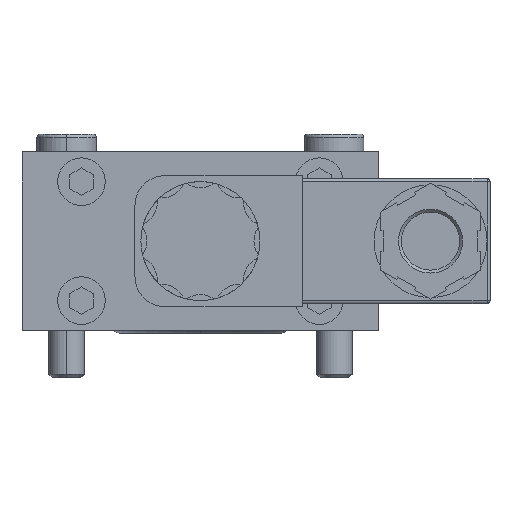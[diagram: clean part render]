
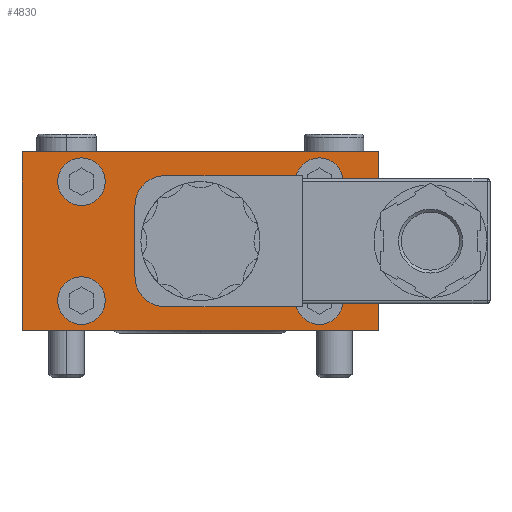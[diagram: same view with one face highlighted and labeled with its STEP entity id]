
A CAD part, left-side view. The second image highlights one B-rep face of the part: STEP entity #4830.
In plain terms, the highlighted planar face has unit normal (-1, 0, 0).
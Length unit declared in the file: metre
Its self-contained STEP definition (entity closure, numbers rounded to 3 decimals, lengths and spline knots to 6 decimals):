
#438 = DIRECTION ( 'NONE',  ( 1., 0., 0. ) ) ;
#940 = ORIENTED_EDGE ( 'NONE', *, *, #28492, .T. ) ;
#1028 = VERTEX_POINT ( 'NONE', #28814 ) ;
#1155 = CIRCLE ( 'NONE', #10751, 0.004 ) ;
#1256 = CIRCLE ( 'NONE', #10830, 0.004 ) ;
#1524 = VERTEX_POINT ( 'NONE', #16244 ) ;
#1662 = CARTESIAN_POINT ( 'NONE',  ( -0.13, 0.02, -0.01 ) ) ;
#1701 = CIRCLE ( 'NONE', #14066, 0.004 ) ;
#1808 = CARTESIAN_POINT ( 'NONE',  ( -0.13, 0.018, -0.015 ) ) ;
#1878 = CARTESIAN_POINT ( 'NONE',  ( -0.13, 0., 0. ) ) ;
#2268 = CARTESIAN_POINT ( 'NONE',  ( -0.13, -0.018, 0.011 ) ) ;
#2493 = AXIS2_PLACEMENT_3D ( 'NONE', #5185, #23049, #18723 ) ;
#2540 = AXIS2_PLACEMENT_3D ( 'NONE', #26522, #29031, #11034 ) ;
#2880 = VERTEX_POINT ( 'NONE', #18950 ) ;
#3019 = CIRCLE ( 'NONE', #26384, 0.004 ) ;
#3036 = CIRCLE ( 'NONE', #2540, 0.004 ) ;
#3109 = VECTOR ( 'NONE', #18770, 1. ) ;
#3220 = EDGE_CURVE ( 'NONE', #15204, #8569, #16888, .T. ) ;
#3679 = DIRECTION ( 'NONE',  ( -1., 0., 0. ) ) ;
#4506 = FACE_OUTER_BOUND ( 'NONE', #14700, .T. ) ;
#4718 = EDGE_LOOP ( 'NONE', ( #9094, #940 ) ) ;
#4830 = ADVANCED_FACE ( 'NONE', ( #9609, #27580, #22827, #4506, #13576, #20414 ), #4953, .T. ) ;
#4953 = PLANE ( 'NONE',  #10114 ) ;
#5137 = CARTESIAN_POINT ( 'NONE',  ( -0.13, -0.03, -0.015 ) ) ;
#5185 = CARTESIAN_POINT ( 'NONE',  ( -0.13, -0.02, 0.01 ) ) ;
#5382 = CIRCLE ( 'NONE', #2493, 0.004 ) ;
#5789 = ORIENTED_EDGE ( 'NONE', *, *, #18828, .T. ) ;
#6143 = EDGE_CURVE ( 'NONE', #2880, #20302, #3036, .T. ) ;
#6431 = DIRECTION ( 'NONE',  ( 1., 0., 0. ) ) ;
#6442 = DIRECTION ( 'NONE',  ( 1., 0., 0. ) ) ;
#6822 = EDGE_CURVE ( 'NONE', #8569, #1028, #9745, .T. ) ;
#7827 = VERTEX_POINT ( 'NONE', #28942 ) ;
#7833 = AXIS2_PLACEMENT_3D ( 'NONE', #17727, #28471, #8566 ) ;
#8156 = CARTESIAN_POINT ( 'NONE',  ( -0.13, -0.008, 0. ) ) ;
#8271 = DIRECTION ( 'NONE',  ( 0., -1., 0. ) ) ;
#8566 = DIRECTION ( 'NONE',  ( 0., 1., 0. ) ) ;
#8569 = VERTEX_POINT ( 'NONE', #24025 ) ;
#9050 = CARTESIAN_POINT ( 'NONE',  ( -0.13, -0.016, 0.01 ) ) ;
#9051 = CARTESIAN_POINT ( 'NONE',  ( -0.13, 0.02, -0.01 ) ) ;
#9094 = ORIENTED_EDGE ( 'NONE', *, *, #14150, .T. ) ;
#9102 = CARTESIAN_POINT ( 'NONE',  ( -0.13, -0.02, -0.01 ) ) ;
#9191 = CARTESIAN_POINT ( 'NONE',  ( -0.13, 0.024, -0.01 ) ) ;
#9192 = DIRECTION ( 'NONE',  ( 0., 0., 1. ) ) ;
#9560 = DIRECTION ( 'NONE',  ( 0., -1., 0. ) ) ;
#9609 = FACE_BOUND ( 'NONE', #19370, .T. ) ;
#9745 = LINE ( 'NONE', #20834, #3109 ) ;
#10114 = AXIS2_PLACEMENT_3D ( 'NONE', #2268, #18945, #14469 ) ;
#10168 = CARTESIAN_POINT ( 'NONE',  ( -0.13, -0.02, -0.01 ) ) ;
#10483 = ORIENTED_EDGE ( 'NONE', *, *, #17938, .T. ) ;
#10542 = DIRECTION ( 'NONE',  ( 0., 1., 0. ) ) ;
#10570 = EDGE_LOOP ( 'NONE', ( #20501, #10483 ) ) ;
#10655 = ORIENTED_EDGE ( 'NONE', *, *, #17135, .F. ) ;
#10733 = VECTOR ( 'NONE', #9192, 1. ) ;
#10751 = AXIS2_PLACEMENT_3D ( 'NONE', #10168, #25661, #14294 ) ;
#10830 = AXIS2_PLACEMENT_3D ( 'NONE', #9051, #24967, #22712 ) ;
#10837 = CARTESIAN_POINT ( 'NONE',  ( -0.13, -0.016, -0.01 ) ) ;
#10894 = VERTEX_POINT ( 'NONE', #21809 ) ;
#11034 = DIRECTION ( 'NONE',  ( 0., -1., 0. ) ) ;
#11147 = VERTEX_POINT ( 'NONE', #21877 ) ;
#11197 = ORIENTED_EDGE ( 'NONE', *, *, #6822, .T. ) ;
#11337 = AXIS2_PLACEMENT_3D ( 'NONE', #9102, #438, #9560 ) ;
#12722 = LINE ( 'NONE', #1808, #21071 ) ;
#13007 = EDGE_CURVE ( 'NONE', #11147, #18567, #1256, .T. ) ;
#13141 = EDGE_LOOP ( 'NONE', ( #19323, #5789 ) ) ;
#13316 = DIRECTION ( 'NONE',  ( 0., -1., 0. ) ) ;
#13473 = CIRCLE ( 'NONE', #7833, 0.008 ) ;
#13576 = FACE_BOUND ( 'NONE', #13141, .T. ) ;
#13615 = CARTESIAN_POINT ( 'NONE',  ( -0.13, -0.03, -0.011 ) ) ;
#13800 = ORIENTED_EDGE ( 'NONE', *, *, #13007, .T. ) ;
#14066 = AXIS2_PLACEMENT_3D ( 'NONE', #25085, #17624, #13316 ) ;
#14150 = EDGE_CURVE ( 'NONE', #28192, #7827, #5382, .T. ) ;
#14294 = DIRECTION ( 'NONE',  ( 0., -1., 0. ) ) ;
#14469 = DIRECTION ( 'NONE',  ( 0., 1., 0. ) ) ;
#14700 = EDGE_LOOP ( 'NONE', ( #22629, #24913, #11197, #25673 ) ) ;
#15162 = EDGE_CURVE ( 'NONE', #28365, #15204, #20735, .T. ) ;
#15204 = VERTEX_POINT ( 'NONE', #28888 ) ;
#15423 = VERTEX_POINT ( 'NONE', #8156 ) ;
#15952 = EDGE_CURVE ( 'NONE', #20214, #1524, #1155, .T. ) ;
#16244 = CARTESIAN_POINT ( 'NONE',  ( -0.13, -0.024, -0.01 ) ) ;
#16888 = LINE ( 'NONE', #28504, #29423 ) ;
#17135 = EDGE_CURVE ( 'NONE', #10894, #15423, #26944, .T. ) ;
#17624 = DIRECTION ( 'NONE',  ( 1., 0., 0. ) ) ;
#17727 = CARTESIAN_POINT ( 'NONE',  ( -0.13, 0., 0. ) ) ;
#17938 = EDGE_CURVE ( 'NONE', #1524, #20214, #22257, .T. ) ;
#18567 = VERTEX_POINT ( 'NONE', #9191 ) ;
#18723 = DIRECTION ( 'NONE',  ( 0., -1., 0. ) ) ;
#18770 = DIRECTION ( 'NONE',  ( 0., 0., -1. ) ) ;
#18828 = EDGE_CURVE ( 'NONE', #20302, #2880, #24149, .T. ) ;
#18945 = DIRECTION ( 'NONE',  ( -1., 0., 0. ) ) ;
#18950 = CARTESIAN_POINT ( 'NONE',  ( -0.13, 0.024, 0.01 ) ) ;
#19323 = ORIENTED_EDGE ( 'NONE', *, *, #6143, .T. ) ;
#19370 = EDGE_LOOP ( 'NONE', ( #28959, #10655 ) ) ;
#19603 = DIRECTION ( 'NONE',  ( 0., 1., 0. ) ) ;
#20214 = VERTEX_POINT ( 'NONE', #10837 ) ;
#20302 = VERTEX_POINT ( 'NONE', #29250 ) ;
#20414 = FACE_BOUND ( 'NONE', #10570, .T. ) ;
#20501 = ORIENTED_EDGE ( 'NONE', *, *, #15952, .T. ) ;
#20548 = DIRECTION ( 'NONE',  ( 0., -1., 0. ) ) ;
#20735 = LINE ( 'NONE', #13615, #10733 ) ;
#20834 = CARTESIAN_POINT ( 'NONE',  ( -0.13, 0.03, 0.011 ) ) ;
#21071 = VECTOR ( 'NONE', #8271, 1. ) ;
#21672 = ORIENTED_EDGE ( 'NONE', *, *, #22945, .T. ) ;
#21809 = CARTESIAN_POINT ( 'NONE',  ( -0.13, 0.008, 0. ) ) ;
#21877 = CARTESIAN_POINT ( 'NONE',  ( -0.13, 0.016, -0.01 ) ) ;
#21929 = DIRECTION ( 'NONE',  ( 0., -1., 0. ) ) ;
#22257 = CIRCLE ( 'NONE', #11337, 0.004 ) ;
#22367 = CARTESIAN_POINT ( 'NONE',  ( -0.13, 0.02, 0.01 ) ) ;
#22629 = ORIENTED_EDGE ( 'NONE', *, *, #15162, .T. ) ;
#22712 = DIRECTION ( 'NONE',  ( 0., -1., 0. ) ) ;
#22827 = FACE_BOUND ( 'NONE', #23213, .T. ) ;
#22945 = EDGE_CURVE ( 'NONE', #18567, #11147, #3019, .T. ) ;
#22991 = EDGE_CURVE ( 'NONE', #1028, #28365, #12722, .T. ) ;
#23049 = DIRECTION ( 'NONE',  ( 1., 0., 0. ) ) ;
#23212 = AXIS2_PLACEMENT_3D ( 'NONE', #22367, #6442, #20548 ) ;
#23213 = EDGE_LOOP ( 'NONE', ( #21672, #13800 ) ) ;
#24025 = CARTESIAN_POINT ( 'NONE',  ( -0.13, 0.03, 0.015 ) ) ;
#24081 = AXIS2_PLACEMENT_3D ( 'NONE', #1878, #3679, #19603 ) ;
#24149 = CIRCLE ( 'NONE', #23212, 0.004 ) ;
#24913 = ORIENTED_EDGE ( 'NONE', *, *, #3220, .T. ) ;
#24967 = DIRECTION ( 'NONE',  ( 1., 0., 0. ) ) ;
#25085 = CARTESIAN_POINT ( 'NONE',  ( -0.13, -0.02, 0.01 ) ) ;
#25661 = DIRECTION ( 'NONE',  ( 1., 0., 0. ) ) ;
#25673 = ORIENTED_EDGE ( 'NONE', *, *, #22991, .T. ) ;
#26384 = AXIS2_PLACEMENT_3D ( 'NONE', #1662, #6431, #21929 ) ;
#26522 = CARTESIAN_POINT ( 'NONE',  ( -0.13, 0.02, 0.01 ) ) ;
#26944 = CIRCLE ( 'NONE', #24081, 0.008 ) ;
#27218 = EDGE_CURVE ( 'NONE', #15423, #10894, #13473, .T. ) ;
#27580 = FACE_BOUND ( 'NONE', #4718, .T. ) ;
#28192 = VERTEX_POINT ( 'NONE', #9050 ) ;
#28365 = VERTEX_POINT ( 'NONE', #5137 ) ;
#28471 = DIRECTION ( 'NONE',  ( -1., 0., 0. ) ) ;
#28492 = EDGE_CURVE ( 'NONE', #7827, #28192, #1701, .T. ) ;
#28504 = CARTESIAN_POINT ( 'NONE',  ( -0.13, -0.018, 0.015 ) ) ;
#28814 = CARTESIAN_POINT ( 'NONE',  ( -0.13, 0.03, -0.015 ) ) ;
#28888 = CARTESIAN_POINT ( 'NONE',  ( -0.13, -0.03, 0.015 ) ) ;
#28942 = CARTESIAN_POINT ( 'NONE',  ( -0.13, -0.024, 0.01 ) ) ;
#28959 = ORIENTED_EDGE ( 'NONE', *, *, #27218, .F. ) ;
#29031 = DIRECTION ( 'NONE',  ( 1., 0., 0. ) ) ;
#29250 = CARTESIAN_POINT ( 'NONE',  ( -0.13, 0.016, 0.01 ) ) ;
#29423 = VECTOR ( 'NONE', #10542, 1. ) ;
